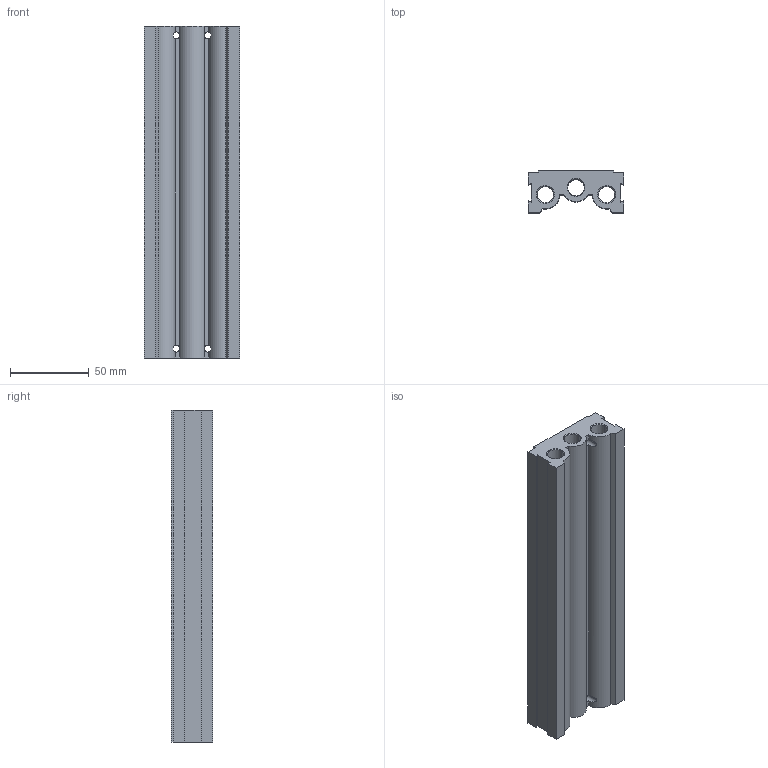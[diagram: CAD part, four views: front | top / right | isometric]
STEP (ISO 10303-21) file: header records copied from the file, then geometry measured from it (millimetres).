
FILE_DESCRIPTION (( 'STEP AP203' ), '1' );
FILE_NAME ('MF2500-10.STEP', '2016-05-09T05:48:58', ( '' ), ( '' ), 'SwSTEP 2.0', 'SolidWorks 2008', '' );
FILE_SCHEMA (( 'CONFIG_CONTROL_DESIGN' ));
Length unit declared in the file: millimetre
Products named in the file (1): MF2500-10
Bounding box: 61 x 26.5 x 211 mm (x, y, z)
Volume: 196158.9 mm3; surface area: 73628.3 mm2
Topology: 1 solids, 1 shells, 226 faces, 582 edges, 384 vertices
Faces by surface type: cylinder 137, plane 77, cone 12
Entity records: 8625 total; most frequent: CARTESIAN_POINT 2769, DIRECTION 1226, ORIENTED_EDGE 1164, EDGE_CURVE 582, AXIS2_PLACEMENT_3D 493, VERTEX_POINT 384, EDGE_LOOP 326, CIRCLE 266
